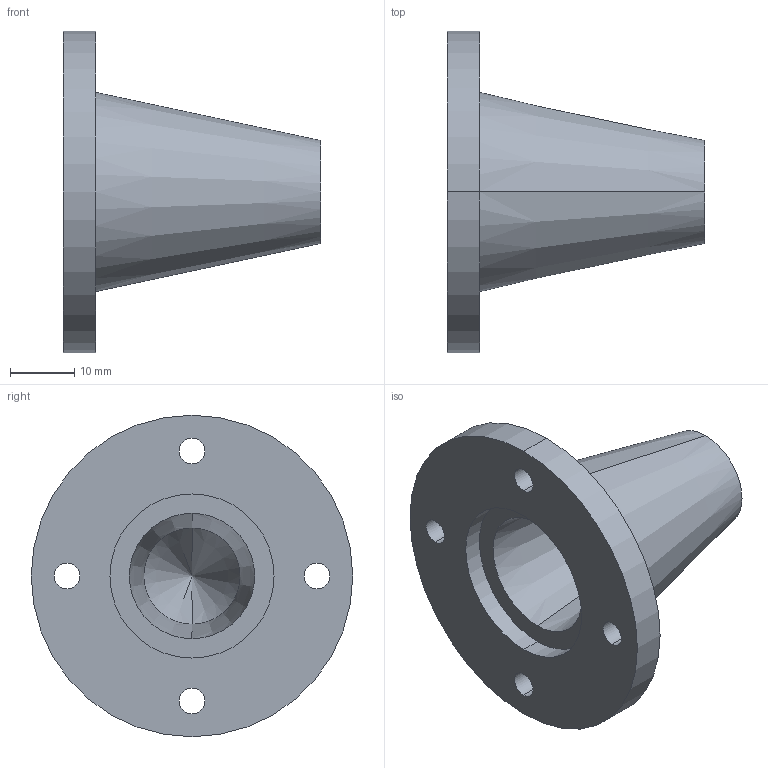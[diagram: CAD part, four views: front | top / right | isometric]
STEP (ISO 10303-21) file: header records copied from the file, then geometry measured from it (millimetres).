
FILE_DESCRIPTION (( 'STEP AP214' ), '1' );
FILE_NAME ('01_01_03-engine_end_cap.step', '2017-07-24T22:45:05', ( '' ), ( '' ), 'SwSTEP 2.0', 'SolidWorks 2016', '' );
FILE_SCHEMA (( 'AUTOMOTIVE_DESIGN' ));
Length unit declared in the file: millimetre
Products named in the file (1): 01_01_03-engine_end_cap
Bounding box: 40 x 50 x 50 mm (x, y, z)
Volume: 18146 mm3; surface area: 8379.6 mm2
Topology: 1 solids, 1 shells, 22 faces, 52 edges, 33 vertices
Faces by surface type: cylinder 12, cone 6, plane 4
Entity records: 688 total; most frequent: DIRECTION 128, CARTESIAN_POINT 106, ORIENTED_EDGE 100, AXIS2_PLACEMENT_3D 55, EDGE_CURVE 50, EDGE_LOOP 33, VERTEX_POINT 33, CIRCLE 32
